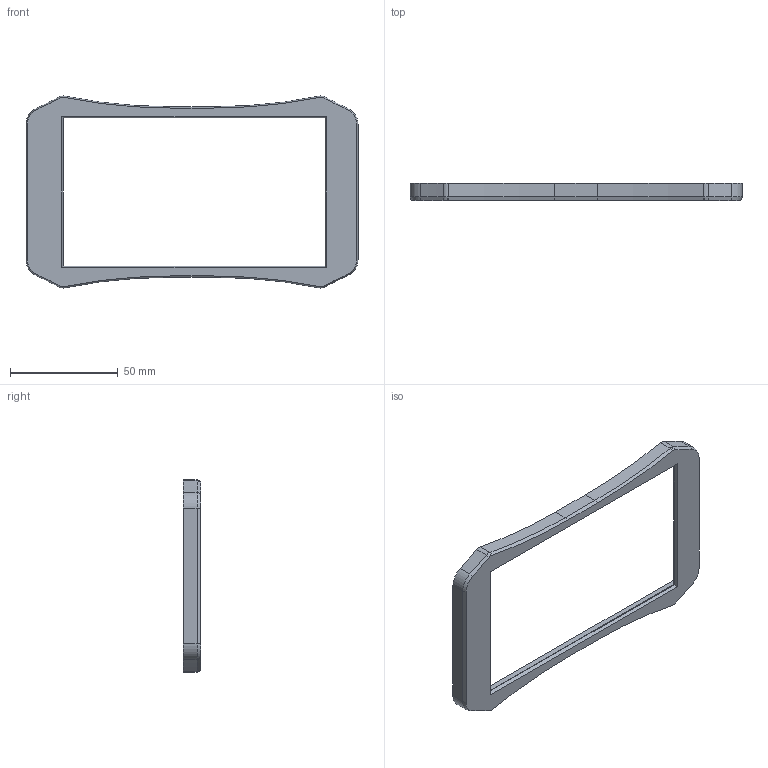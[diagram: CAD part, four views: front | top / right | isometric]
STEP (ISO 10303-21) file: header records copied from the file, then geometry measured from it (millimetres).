
FILE_DESCRIPTION (( 'STEP AP214' ), '1' );
FILE_NAME ('ヶ裔-2025040201.STEP', '2025-04-02T04:42:27', ( '' ), ( '' ), 'SwSTEP 2.0', 'SolidWorks 2018', '' );
FILE_SCHEMA (( 'AUTOMOTIVE_DESIGN' ));
Length unit declared in the file: millimetre
Products named in the file (1): ヶ裔-2025040201
Bounding box: 154.2 x 8 x 89.2 mm (x, y, z)
Volume: 15167.9 mm3; surface area: 15381 mm2
Topology: 1 solids, 1 shells, 83 faces, 204 edges, 128 vertices
Faces by surface type: plane 35, cylinder 30, cone 18
Entity records: 2484 total; most frequent: DIRECTION 452, CARTESIAN_POINT 416, ORIENTED_EDGE 408, EDGE_CURVE 204, AXIS2_PLACEMENT_3D 164, VERTEX_POINT 128, LINE 124, VECTOR 124
